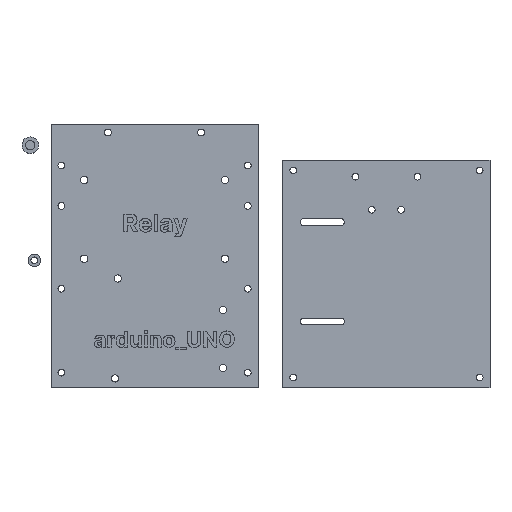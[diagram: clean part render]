
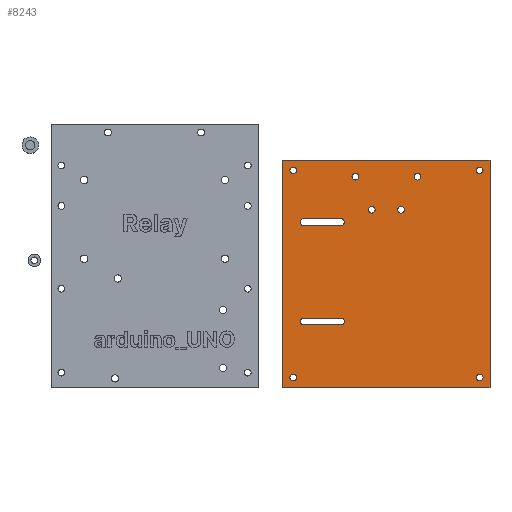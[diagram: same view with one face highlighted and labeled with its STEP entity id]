
A CAD part, top view. The second image highlights one B-rep face of the part: STEP entity #8243.
In plain terms, the highlighted planar face has unit normal (0, 0, 1).
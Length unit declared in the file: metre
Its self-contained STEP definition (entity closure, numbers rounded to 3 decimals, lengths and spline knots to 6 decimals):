
#791=LINE('',#14571,#1444);
#795=LINE('',#14579,#1448);
#798=LINE('',#14585,#1451);
#800=LINE('',#14608,#1453);
#801=LINE('',#14613,#1454);
#802=LINE('',#14617,#1455);
#803=LINE('',#14621,#1456);
#804=LINE('',#14625,#1457);
#1444=VECTOR('',#10414,1.);
#1448=VECTOR('',#10420,1.);
#1451=VECTOR('',#10425,1.);
#1453=VECTOR('',#10453,1.);
#1454=VECTOR('',#10458,1.);
#1455=VECTOR('',#10461,1.);
#1456=VECTOR('',#10464,1.);
#1457=VECTOR('',#10467,1.);
#1952=PLANE('',#8799);
#4264=ORIENTED_EDGE('',*,*,#5505,.T.);
#4265=ORIENTED_EDGE('',*,*,#5506,.T.);
#4266=ORIENTED_EDGE('',*,*,#5507,.T.);
#4267=ORIENTED_EDGE('',*,*,#5508,.F.);
#4268=ORIENTED_EDGE('',*,*,#5509,.T.);
#4269=ORIENTED_EDGE('',*,*,#5510,.T.);
#4270=ORIENTED_EDGE('',*,*,#5511,.T.);
#4271=ORIENTED_EDGE('',*,*,#5512,.F.);
#4272=ORIENTED_EDGE('',*,*,#5513,.F.);
#4273=ORIENTED_EDGE('',*,*,#5514,.F.);
#4274=ORIENTED_EDGE('',*,*,#5515,.F.);
#4275=ORIENTED_EDGE('',*,*,#5516,.F.);
#4276=ORIENTED_EDGE('',*,*,#5501,.F.);
#4277=ORIENTED_EDGE('',*,*,#5499,.F.);
#4278=ORIENTED_EDGE('',*,*,#5497,.F.);
#4279=ORIENTED_EDGE('',*,*,#5495,.F.);
#4280=ORIENTED_EDGE('',*,*,#5487,.F.);
#4281=ORIENTED_EDGE('',*,*,#5491,.T.);
#4282=ORIENTED_EDGE('',*,*,#5494,.T.);
#4283=ORIENTED_EDGE('',*,*,#5504,.F.);
#5487=EDGE_CURVE('',#6315,#6316,#791,.T.);
#5491=EDGE_CURVE('',#6315,#6318,#795,.T.);
#5494=EDGE_CURVE('',#6318,#6320,#798,.T.);
#5495=EDGE_CURVE('',#6321,#6321,#6561,.T.);
#5497=EDGE_CURVE('',#6323,#6323,#6563,.T.);
#5499=EDGE_CURVE('',#6325,#6325,#6565,.T.);
#5501=EDGE_CURVE('',#6327,#6327,#6567,.T.);
#5504=EDGE_CURVE('',#6316,#6320,#800,.T.);
#5505=EDGE_CURVE('',#6329,#6330,#6569,.T.);
#5506=EDGE_CURVE('',#6330,#6331,#801,.T.);
#5507=EDGE_CURVE('',#6331,#6332,#6570,.T.);
#5508=EDGE_CURVE('',#6329,#6332,#802,.T.);
#5509=EDGE_CURVE('',#6333,#6334,#6571,.T.);
#5510=EDGE_CURVE('',#6334,#6335,#803,.T.);
#5511=EDGE_CURVE('',#6335,#6336,#6572,.T.);
#5512=EDGE_CURVE('',#6333,#6336,#804,.T.);
#5513=EDGE_CURVE('',#6337,#6337,#6573,.T.);
#5514=EDGE_CURVE('',#6338,#6338,#6574,.T.);
#5515=EDGE_CURVE('',#6339,#6339,#6575,.T.);
#5516=EDGE_CURVE('',#6340,#6340,#6576,.T.);
#6315=VERTEX_POINT('',#14570);
#6316=VERTEX_POINT('',#14572);
#6318=VERTEX_POINT('',#14578);
#6320=VERTEX_POINT('',#14584);
#6321=VERTEX_POINT('',#14588);
#6323=VERTEX_POINT('',#14593);
#6325=VERTEX_POINT('',#14598);
#6327=VERTEX_POINT('',#14603);
#6329=VERTEX_POINT('',#14611);
#6330=VERTEX_POINT('',#14612);
#6331=VERTEX_POINT('',#14614);
#6332=VERTEX_POINT('',#14616);
#6333=VERTEX_POINT('',#14619);
#6334=VERTEX_POINT('',#14620);
#6335=VERTEX_POINT('',#14622);
#6336=VERTEX_POINT('',#14624);
#6337=VERTEX_POINT('',#14627);
#6338=VERTEX_POINT('',#14629);
#6339=VERTEX_POINT('',#14631);
#6340=VERTEX_POINT('',#14633);
#6561=CIRCLE('',#8787,0.001634);
#6563=CIRCLE('',#8790,0.001634);
#6565=CIRCLE('',#8793,0.001634);
#6567=CIRCLE('',#8796,0.001634);
#6569=CIRCLE('',#8800,0.00165);
#6570=CIRCLE('',#8801,0.00165);
#6571=CIRCLE('',#8802,0.00165);
#6572=CIRCLE('',#8803,0.00165);
#6573=CIRCLE('',#8804,0.00165);
#6574=CIRCLE('',#8805,0.00165);
#6575=CIRCLE('',#8806,0.00165);
#6576=CIRCLE('',#8807,0.00165);
#7104=EDGE_LOOP('',(#4264,#4265,#4266,#4267));
#7105=EDGE_LOOP('',(#4268,#4269,#4270,#4271));
#7106=EDGE_LOOP('',(#4272));
#7107=EDGE_LOOP('',(#4273));
#7108=EDGE_LOOP('',(#4274));
#7109=EDGE_LOOP('',(#4275));
#7110=EDGE_LOOP('',(#4276));
#7111=EDGE_LOOP('',(#4277));
#7112=EDGE_LOOP('',(#4278));
#7113=EDGE_LOOP('',(#4279));
#7114=EDGE_LOOP('',(#4280,#4281,#4282,#4283));
#7661=FACE_BOUND('',#7104,.T.);
#7662=FACE_BOUND('',#7105,.T.);
#7663=FACE_BOUND('',#7106,.T.);
#7664=FACE_BOUND('',#7107,.T.);
#7665=FACE_BOUND('',#7108,.T.);
#7666=FACE_BOUND('',#7109,.T.);
#7667=FACE_BOUND('',#7110,.T.);
#7668=FACE_BOUND('',#7111,.T.);
#7669=FACE_BOUND('',#7112,.T.);
#7670=FACE_BOUND('',#7113,.T.);
#7671=FACE_BOUND('',#7114,.T.);
#8243=ADVANCED_FACE('',(#7661,#7662,#7663,#7664,#7665,#7666,#7667,#7668,
#7669,#7670,#7671),#1952,.T.);
#8787=AXIS2_PLACEMENT_3D('',#14587,#10428,#10429);
#8790=AXIS2_PLACEMENT_3D('',#14592,#10434,#10435);
#8793=AXIS2_PLACEMENT_3D('',#14597,#10440,#10441);
#8796=AXIS2_PLACEMENT_3D('',#14602,#10446,#10447);
#8799=AXIS2_PLACEMENT_3D('',#14609,#10454,#10455);
#8800=AXIS2_PLACEMENT_3D('',#14610,#10456,#10457);
#8801=AXIS2_PLACEMENT_3D('',#14615,#10459,#10460);
#8802=AXIS2_PLACEMENT_3D('',#14618,#10462,#10463);
#8803=AXIS2_PLACEMENT_3D('',#14623,#10465,#10466);
#8804=AXIS2_PLACEMENT_3D('',#14626,#10468,#10469);
#8805=AXIS2_PLACEMENT_3D('',#14628,#10470,#10471);
#8806=AXIS2_PLACEMENT_3D('',#14630,#10472,#10473);
#8807=AXIS2_PLACEMENT_3D('',#14632,#10474,#10475);
#10414=DIRECTION('',(1.,0.,0.));
#10420=DIRECTION('',(0.,-1.,0.));
#10425=DIRECTION('',(1.,0.,0.));
#10428=DIRECTION('',(0.,0.,1.));
#10429=DIRECTION('',(1.,0.,0.));
#10434=DIRECTION('',(0.,0.,1.));
#10435=DIRECTION('',(1.,0.,0.));
#10440=DIRECTION('',(0.,0.,1.));
#10441=DIRECTION('',(1.,0.,0.));
#10446=DIRECTION('',(0.,0.,1.));
#10447=DIRECTION('',(1.,0.,0.));
#10453=DIRECTION('',(0.,-1.,0.));
#10454=DIRECTION('',(0.,0.,1.));
#10455=DIRECTION('',(1.,0.,0.));
#10456=DIRECTION('',(0.,0.,-1.));
#10457=DIRECTION('',(1.,0.,0.));
#10458=DIRECTION('',(1.,0.,0.));
#10459=DIRECTION('',(0.,0.,-1.));
#10460=DIRECTION('',(1.,0.,0.));
#10461=DIRECTION('',(1.,0.,0.));
#10462=DIRECTION('',(0.,0.,-1.));
#10463=DIRECTION('',(1.,0.,0.));
#10464=DIRECTION('',(1.,0.,0.));
#10465=DIRECTION('',(0.,0.,-1.));
#10466=DIRECTION('',(1.,0.,0.));
#10467=DIRECTION('',(1.,0.,0.));
#10468=DIRECTION('',(0.,0.,1.));
#10469=DIRECTION('',(1.,0.,0.));
#10470=DIRECTION('',(0.,0.,1.));
#10471=DIRECTION('',(1.,0.,0.));
#10472=DIRECTION('',(0.,0.,1.));
#10473=DIRECTION('',(1.,0.,0.));
#10474=DIRECTION('',(0.,0.,1.));
#10475=DIRECTION('',(1.,0.,0.));
#14570=CARTESIAN_POINT('',(0.062,0.01766,0.003));
#14571=CARTESIAN_POINT('',(0.112,0.01766,0.003));
#14572=CARTESIAN_POINT('',(0.162,0.01766,0.003));
#14578=CARTESIAN_POINT('',(0.062,-0.09234,0.003));
#14579=CARTESIAN_POINT('',(0.062,-0.03734,0.003));
#14584=CARTESIAN_POINT('',(0.162,-0.09234,0.003));
#14585=CARTESIAN_POINT('',(0.112,-0.09234,0.003));
#14587=CARTESIAN_POINT('',(0.067,0.01266,0.003));
#14588=CARTESIAN_POINT('',(0.068634,0.01266,0.003));
#14592=CARTESIAN_POINT('',(0.157,0.01266,0.003));
#14593=CARTESIAN_POINT('',(0.158634,0.01266,0.003));
#14597=CARTESIAN_POINT('',(0.067,-0.08734,0.003));
#14598=CARTESIAN_POINT('',(0.068634,-0.08734,0.003));
#14602=CARTESIAN_POINT('',(0.157,-0.08734,0.003));
#14603=CARTESIAN_POINT('',(0.158634,-0.08734,0.003));
#14608=CARTESIAN_POINT('',(0.162,-0.03734,0.003));
#14609=CARTESIAN_POINT('',(0.112,-0.03734,0.003));
#14610=CARTESIAN_POINT('',(0.072,-0.01234,0.003));
#14611=CARTESIAN_POINT('',(0.072,-0.01399,0.003));
#14612=CARTESIAN_POINT('',(0.072,-0.01069,0.003));
#14613=CARTESIAN_POINT('',(0.081,-0.01069,0.003));
#14614=CARTESIAN_POINT('',(0.09,-0.01069,0.003));
#14615=CARTESIAN_POINT('',(0.09,-0.01234,0.003));
#14616=CARTESIAN_POINT('',(0.09,-0.01399,0.003));
#14617=CARTESIAN_POINT('',(0.081,-0.01399,0.003));
#14618=CARTESIAN_POINT('',(0.072,-0.06034,0.003));
#14619=CARTESIAN_POINT('',(0.072,-0.06199,0.003));
#14620=CARTESIAN_POINT('',(0.072,-0.05869,0.003));
#14621=CARTESIAN_POINT('',(0.081,-0.05869,0.003));
#14622=CARTESIAN_POINT('',(0.09,-0.05869,0.003));
#14623=CARTESIAN_POINT('',(0.09,-0.06034,0.003));
#14624=CARTESIAN_POINT('',(0.09,-0.06199,0.003));
#14625=CARTESIAN_POINT('',(0.081,-0.06199,0.003));
#14626=CARTESIAN_POINT('',(0.097,0.00966,0.003));
#14627=CARTESIAN_POINT('',(0.09865,0.00966,0.003));
#14628=CARTESIAN_POINT('',(0.127,0.00966,0.003));
#14629=CARTESIAN_POINT('',(0.12865,0.00966,0.003));
#14630=CARTESIAN_POINT('',(0.1049,-0.00634,0.003));
#14631=CARTESIAN_POINT('',(0.10655,-0.00634,0.003));
#14632=CARTESIAN_POINT('',(0.1191,-0.00634,0.003));
#14633=CARTESIAN_POINT('',(0.12075,-0.00634,0.003));
